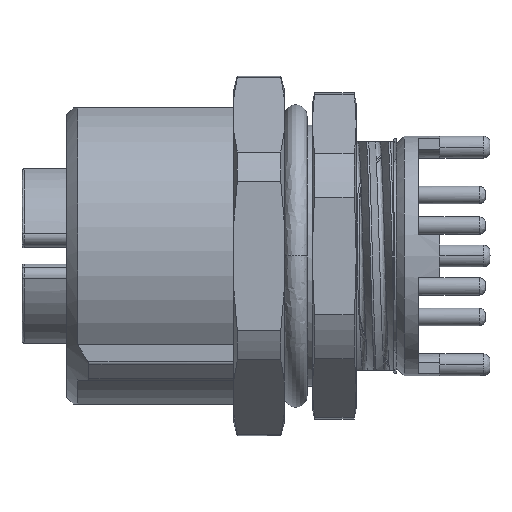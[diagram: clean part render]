
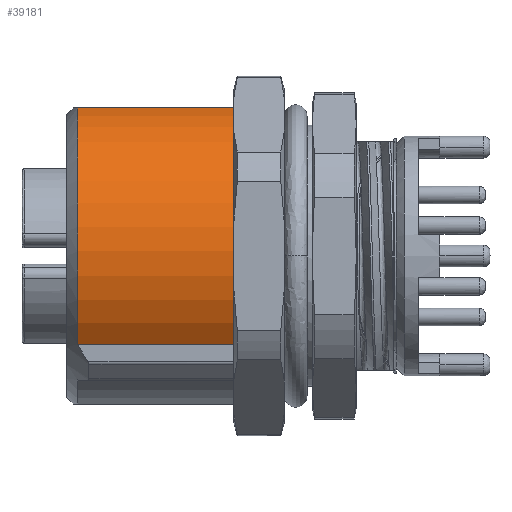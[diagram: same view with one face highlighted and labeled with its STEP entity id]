
A CAD part, front view. The second image highlights one B-rep face of the part: STEP entity #39181.
In plain terms, the highlighted cylindrical face has radius 7 mm (diameter 14 mm), a partial arc.
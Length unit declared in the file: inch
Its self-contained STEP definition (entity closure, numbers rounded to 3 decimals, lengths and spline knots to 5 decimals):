
#90 = EDGE_LOOP ( 'NONE', ( #24572, #5238, #12277, #35260 ) ) ;
#659 = VECTOR ( 'NONE', #31822, 39.37008 ) ;
#2432 = CARTESIAN_POINT ( 'NONE',  ( 0.32396, -0.06541, 0.26772 ) ) ;
#3584 = DIRECTION ( 'NONE',  ( 1., 0., 0. ) ) ;
#5238 = ORIENTED_EDGE ( 'NONE', *, *, #39551, .T. ) ;
#6322 = CARTESIAN_POINT ( 'NONE',  ( 0.32396, 0., 0. ) ) ;
#7421 = CARTESIAN_POINT ( 'NONE',  ( 0.32396, 0., 0. ) ) ;
#10715 = CARTESIAN_POINT ( 'NONE',  ( 0.04134, 0., 0. ) ) ;
#11239 = FACE_OUTER_BOUND ( 'NONE', #90, .T. ) ;
#11368 = CARTESIAN_POINT ( 'NONE',  ( 0.32396, -0.2242, -0.16026 ) ) ;
#11591 = DIRECTION ( 'NONE',  ( 0., 0., 1. ) ) ;
#12277 = ORIENTED_EDGE ( 'NONE', *, *, #17695, .F. ) ;
#13228 = CIRCLE ( 'NONE', #42246, 0.27559 ) ;
#13793 = AXIS2_PLACEMENT_3D ( 'NONE', #6322, #37944, #14881 ) ;
#14881 = DIRECTION ( 'NONE',  ( 0., 0., 1. ) ) ;
#15648 = VERTEX_POINT ( 'NONE', #2432 ) ;
#17695 = EDGE_CURVE ( 'NONE', #49880, #39237, #13228, .T. ) ;
#22171 = EDGE_CURVE ( 'NONE', #15648, #43400, #32393, .T. ) ;
#22382 = DIRECTION ( 'NONE',  ( 1., 0., 0. ) ) ;
#24572 = ORIENTED_EDGE ( 'NONE', *, *, #22171, .T. ) ;
#28496 = VECTOR ( 'NONE', #40249, 39.37008 ) ;
#31822 = DIRECTION ( 'NONE',  ( -1., 0., 0. ) ) ;
#32393 = CIRCLE ( 'NONE', #39915, 0.27559 ) ;
#34558 = CARTESIAN_POINT ( 'NONE',  ( 0.04134, -0.2242, -0.16026 ) ) ;
#35260 = ORIENTED_EDGE ( 'NONE', *, *, #50991, .T. ) ;
#35717 = LINE ( 'NONE', #40387, #659 ) ;
#37944 = DIRECTION ( 'NONE',  ( -1., 0., 0. ) ) ;
#39181 = ADVANCED_FACE ( 'NONE', ( #11239 ), #41855, .F. ) ;
#39237 = VERTEX_POINT ( 'NONE', #34558 ) ;
#39551 = EDGE_CURVE ( 'NONE', #43400, #39237, #35717, .T. ) ;
#39915 = AXIS2_PLACEMENT_3D ( 'NONE', #7421, #3584, #11591 ) ;
#40249 = DIRECTION ( 'NONE',  ( 1., 0., 0. ) ) ;
#40387 = CARTESIAN_POINT ( 'NONE',  ( 0.18265, -0.2242, -0.16026 ) ) ;
#41837 = DIRECTION ( 'NONE',  ( 0., 1., 0. ) ) ;
#41855 = CYLINDRICAL_SURFACE ( 'NONE', #13793, 0.27559 ) ;
#42246 = AXIS2_PLACEMENT_3D ( 'NONE', #10715, #22382, #41837 ) ;
#42367 = CARTESIAN_POINT ( 'NONE',  ( 0.04134, -0.06541, 0.26772 ) ) ;
#42958 = LINE ( 'NONE', #44186, #28496 ) ;
#43400 = VERTEX_POINT ( 'NONE', #11368 ) ;
#44186 = CARTESIAN_POINT ( 'NONE',  ( 0.18265, -0.06541, 0.26772 ) ) ;
#49880 = VERTEX_POINT ( 'NONE', #42367 ) ;
#50991 = EDGE_CURVE ( 'NONE', #49880, #15648, #42958, .T. ) ;
